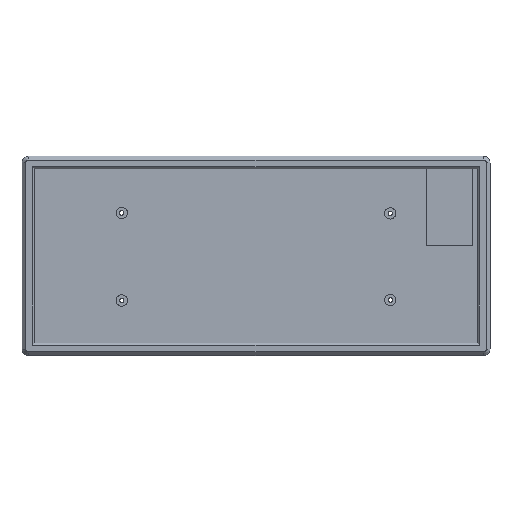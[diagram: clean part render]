
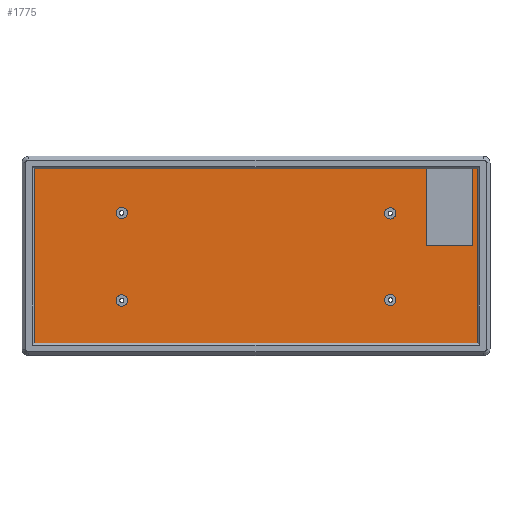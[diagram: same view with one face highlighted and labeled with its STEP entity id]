
A CAD part, top view. The second image highlights one B-rep face of the part: STEP entity #1775.
In plain terms, the highlighted planar face has unit normal (0, 0, 1).
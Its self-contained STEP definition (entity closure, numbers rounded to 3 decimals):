
#183=CIRCLE('',#1982,2.5);
#184=CIRCLE('',#1984,2.5);
#185=CIRCLE('',#1986,2.5);
#186=CIRCLE('',#1988,2.5);
#208=FACE_BOUND('',#470,.T.);
#209=FACE_BOUND('',#471,.T.);
#210=FACE_BOUND('',#472,.T.);
#211=FACE_BOUND('',#473,.T.);
#341=FACE_OUTER_BOUND('',#469,.T.);
#469=EDGE_LOOP('',(#1603,#1604,#1605,#1606,#1607,#1608,#1609,#1610));
#470=EDGE_LOOP('',(#1611));
#471=EDGE_LOOP('',(#1612));
#472=EDGE_LOOP('',(#1613));
#473=EDGE_LOOP('',(#1614));
#488=LINE('',#2574,#610);
#491=LINE('',#2579,#613);
#493=LINE('',#2583,#615);
#582=LINE('',#3388,#704);
#588=LINE('',#3408,#710);
#594=LINE('',#3419,#716);
#597=LINE('',#3577,#719);
#598=LINE('',#3578,#720);
#610=VECTOR('',#2023,10.);
#613=VECTOR('',#2028,10.);
#615=VECTOR('',#2032,10.);
#704=VECTOR('',#2489,10.);
#710=VECTOR('',#2513,10.);
#716=VECTOR('',#2523,10.);
#719=VECTOR('',#2544,10.);
#720=VECTOR('',#2545,10.);
#729=VERTEX_POINT('',#2571);
#730=VERTEX_POINT('',#2573);
#731=VERTEX_POINT('',#2577);
#732=VERTEX_POINT('',#2581);
#863=VERTEX_POINT('',#3385);
#864=VERTEX_POINT('',#3387);
#865=VERTEX_POINT('',#3391);
#866=VERTEX_POINT('',#3395);
#867=VERTEX_POINT('',#3399);
#868=VERTEX_POINT('',#3403);
#869=VERTEX_POINT('',#3407);
#872=VERTEX_POINT('',#3417);
#886=EDGE_CURVE('',#729,#730,#488,.F.);
#889=EDGE_CURVE('',#731,#729,#491,.F.);
#891=EDGE_CURVE('',#732,#731,#493,.F.);
#1094=EDGE_CURVE('',#864,#863,#582,.T.);
#1096=EDGE_CURVE('',#865,#865,#183,.T.);
#1098=EDGE_CURVE('',#866,#866,#184,.T.);
#1100=EDGE_CURVE('',#867,#867,#185,.T.);
#1102=EDGE_CURVE('',#868,#868,#186,.T.);
#1104=EDGE_CURVE('',#869,#864,#588,.T.);
#1110=EDGE_CURVE('',#863,#872,#594,.T.);
#1123=EDGE_CURVE('',#730,#872,#597,.F.);
#1124=EDGE_CURVE('',#869,#732,#598,.F.);
#1603=ORIENTED_EDGE('',*,*,#1110,.T.);
#1604=ORIENTED_EDGE('',*,*,#1123,.F.);
#1605=ORIENTED_EDGE('',*,*,#886,.F.);
#1606=ORIENTED_EDGE('',*,*,#889,.F.);
#1607=ORIENTED_EDGE('',*,*,#891,.F.);
#1608=ORIENTED_EDGE('',*,*,#1124,.F.);
#1609=ORIENTED_EDGE('',*,*,#1104,.T.);
#1610=ORIENTED_EDGE('',*,*,#1094,.T.);
#1611=ORIENTED_EDGE('',*,*,#1102,.T.);
#1612=ORIENTED_EDGE('',*,*,#1100,.T.);
#1613=ORIENTED_EDGE('',*,*,#1098,.T.);
#1614=ORIENTED_EDGE('',*,*,#1096,.T.);
#1666=PLANE('',#2000);
#1775=ADVANCED_FACE('',(#341,#208,#209,#210,#211),#1666,.T.);
#1982=AXIS2_PLACEMENT_3D('',#3392,#2493,#2494);
#1984=AXIS2_PLACEMENT_3D('',#3396,#2498,#2499);
#1986=AXIS2_PLACEMENT_3D('',#3400,#2503,#2504);
#1988=AXIS2_PLACEMENT_3D('',#3404,#2508,#2509);
#2000=AXIS2_PLACEMENT_3D('',#3576,#2542,#2543);
#2023=DIRECTION('',(0.,-1.,0.));
#2028=DIRECTION('',(1.,0.,0.));
#2032=DIRECTION('',(0.,1.,0.));
#2489=DIRECTION('',(-1.,0.,0.));
#2493=DIRECTION('center_axis',(0.,0.,
-1.));
#2494=DIRECTION('ref_axis',(-1.,0.,0.));
#2498=DIRECTION('center_axis',(0.,0.,
-1.));
#2499=DIRECTION('ref_axis',(-1.,0.,0.));
#2503=DIRECTION('center_axis',(0.,0.,
-1.));
#2504=DIRECTION('ref_axis',(-1.,0.,0.));
#2508=DIRECTION('center_axis',(0.,0.,
-1.));
#2509=DIRECTION('ref_axis',(-1.,0.,0.));
#2513=DIRECTION('',(0.,-1.,0.));
#2523=DIRECTION('',(0.,1.,0.));
#2542=DIRECTION('center_axis',(0.,0.,
1.));
#2543=DIRECTION('ref_axis',(1.,0.,0.));
#2544=DIRECTION('',(-1.,0.,0.));
#2545=DIRECTION('',(-1.,0.,0.));
#2571=CARTESIAN_POINT('',(53.596,-126.036,-8.417));
#2573=CARTESIAN_POINT('',(53.596,-48.686,-8.417));
#2574=CARTESIAN_POINT('',(53.596,-106.686,-8.417));
#2577=CARTESIAN_POINT('',(249.996,-126.036,-8.417));
#2579=CARTESIAN_POINT('',(200.928,-126.036,-8.417));
#2581=CARTESIAN_POINT('',(249.996,-48.686,-8.417));
#2583=CARTESIAN_POINT('',(249.996,-68.036,-8.417));
#3385=CARTESIAN_POINT('',(227.295,-82.825,-8.417));
#3387=CARTESIAN_POINT('',(247.746,-82.825,-8.417));
#3388=CARTESIAN_POINT('',(247.746,-82.825,-8.417));
#3391=CARTESIAN_POINT('',(213.796,-106.856,-8.417));
#3392=CARTESIAN_POINT('Origin',(211.296,-106.856,-8.417));
#3395=CARTESIAN_POINT('',(94.796,-68.256,-8.417));
#3396=CARTESIAN_POINT('Origin',(92.296,-68.256,-8.417));
#3399=CARTESIAN_POINT('',(213.796,-68.456,-8.417));
#3400=CARTESIAN_POINT('Origin',(211.296,-68.456,-8.417));
#3403=CARTESIAN_POINT('',(94.796,-107.056,-8.417));
#3404=CARTESIAN_POINT('Origin',(92.296,-107.056,-8.417));
#3407=CARTESIAN_POINT('',(247.746,-48.686,-8.417));
#3408=CARTESIAN_POINT('',(247.746,-48.886,-8.417));
#3417=CARTESIAN_POINT('',(227.295,-48.686,-8.417));
#3419=CARTESIAN_POINT('',(227.295,-82.825,-8.417));
#3576=CARTESIAN_POINT('Origin',(151.884,-87.361,-8.417));
#3577=CARTESIAN_POINT('',(102.753,-48.686,-8.417));
#3578=CARTESIAN_POINT('',(102.753,-48.686,-8.417));
